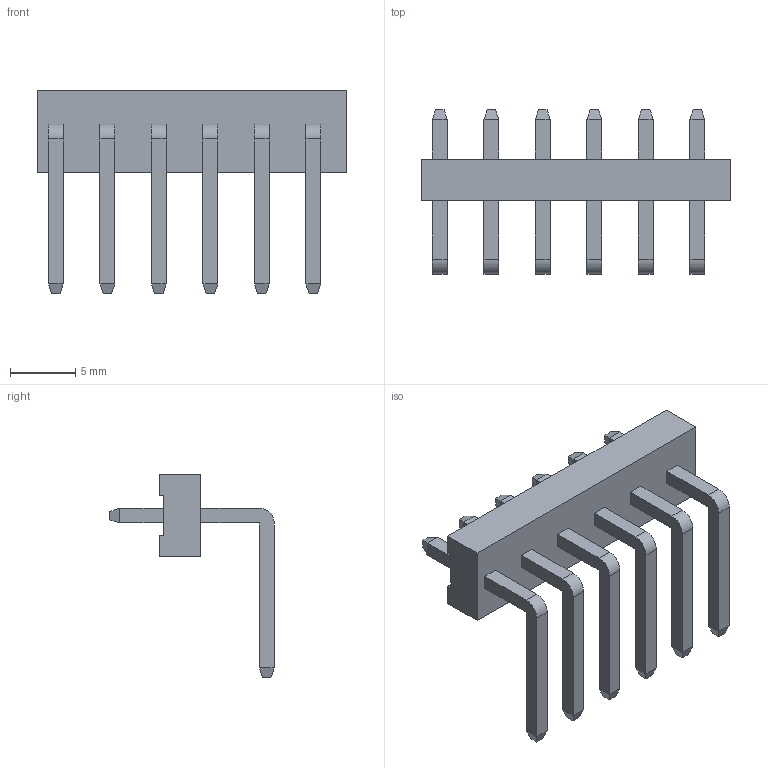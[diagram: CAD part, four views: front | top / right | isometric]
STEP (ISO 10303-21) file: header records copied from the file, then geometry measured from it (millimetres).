
FILE_DESCRIPTION( ('This file contains a STEP AP42 implementation' ,'as created by ZW3D STEP Interface translator.') ,'2;1' );
FILE_NAME( 'WF3962-WRXXSXX1.stp' ,'231017.134627', (''), ('ZWCAD Software Co.'), 'Version 1.0', 'ZW3D to STEP translator', '' );
FILE_SCHEMA(('AUTOMOTIVE_DESIGN { 1 0 10303 214 1 1 1 1 }'));
Length unit declared in the file: millimetre
Products named in the file (2): 0; WF3962-WRXXSXX1
Bounding box: 23.76 x 12.64 x 15.64 mm (x, y, z)
Volume: 619.3 mm3; surface area: 1085.9 mm2
Topology: 1 solids, 1 shells, 160 faces, 366 edges, 220 vertices
Faces by surface type: plane 154, cylinder 6
Entity records: 4516 total; most frequent: CARTESIAN_POINT 747, ORIENTED_EDGE 732, DIRECTION 700, EDGE_CURVE 366, VECTOR 354, LINE 354, VERTEX_POINT 220, AXIS2_PLACEMENT_3D 173
